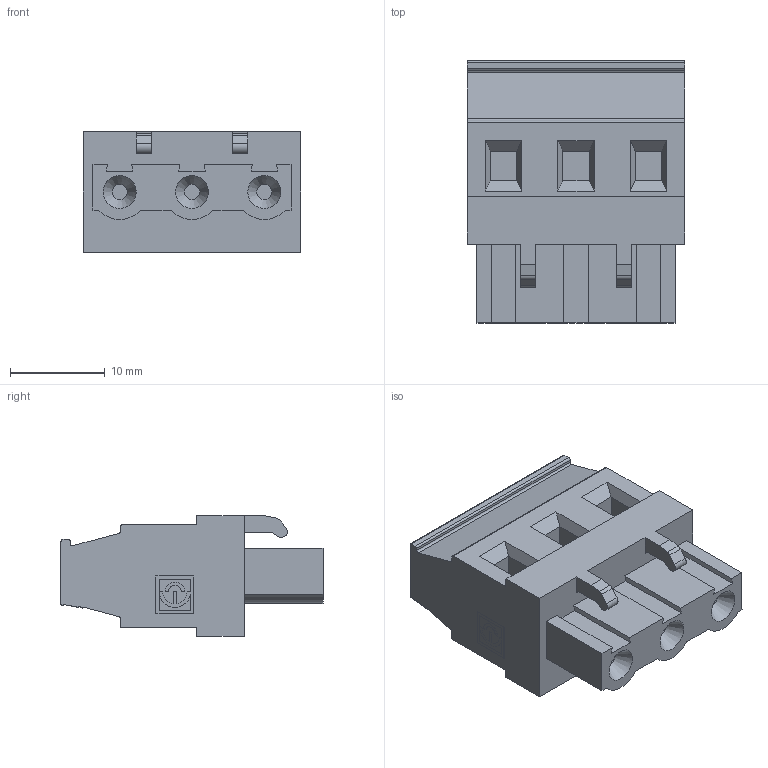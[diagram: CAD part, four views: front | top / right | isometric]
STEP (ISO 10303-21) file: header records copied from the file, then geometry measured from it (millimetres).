
FILE_DESCRIPTION(('STEP AP214'),'1');
FILE_NAME('SV03-7,62-F.stp','2020-05-14T12:22:14',(' '),(' '),'Spatial InterOp 3D',' ',' ');
FILE_SCHEMA(('automotive_design'));
Length unit declared in the file: metre
Products named in the file (1): 1
Bounding box: 22.86 x 27.6 x 12.7 mm (x, y, z)
Volume: 5021.1 mm3; surface area: 2848.5 mm2
Topology: 1 solids, 1 shells, 164 faces, 420 edges, 278 vertices
Faces by surface type: plane 115, cylinder 45, cone 3, extrusion 1
Full cylindrical faces by diameter (mm): 1.6 x3, 3.97 x3
Entity records: 6217 total; most frequent: CARTESIAN_POINT 866, DIRECTION 828, ORIENTED_EDGE 816, EDGE_CURVE 408, VECTOR 314, LINE 313, VERTEX_POINT 275, AXIS2_PLACEMENT_3D 257
